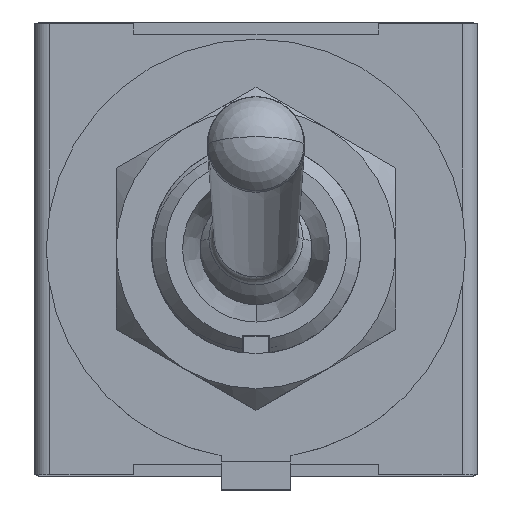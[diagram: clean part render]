
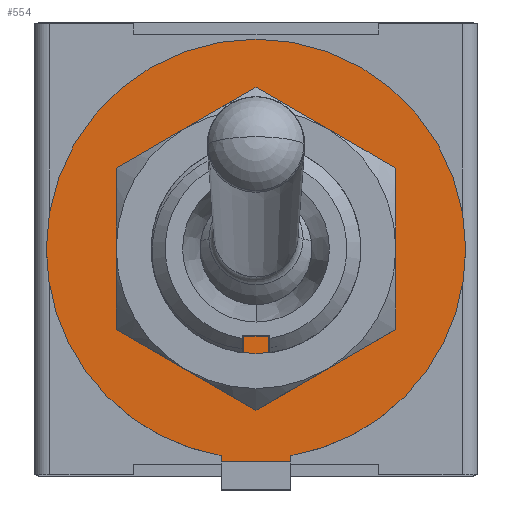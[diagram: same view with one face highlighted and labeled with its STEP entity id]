
A CAD part, top view. The second image highlights one B-rep face of the part: STEP entity #554.
In plain terms, the highlighted planar face has unit normal (0, 0, 1).
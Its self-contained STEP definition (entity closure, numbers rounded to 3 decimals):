
#554=ADVANCED_FACE('',(#1558,#1559),#1560,.T.);
#1558=FACE_OUTER_BOUND('',#4790,.T.);
#1559=FACE_BOUND('',#4791,.T.);
#1560=PLANE('',#4792);
#4790=EDGE_LOOP('',(#8645,#8646,#8647,#8648,#8649,#8650));
#4791=EDGE_LOOP('',(#8651,#8652,#8653,#8654,#8655,#8656));
#4792=AXIS2_PLACEMENT_3D('',#8657,#8658,#8659);
#8645=ORIENTED_EDGE('',*,*,#10191,.F.);
#8646=ORIENTED_EDGE('',*,*,#10185,.F.);
#8647=ORIENTED_EDGE('',*,*,#10189,.F.);
#8648=ORIENTED_EDGE('',*,*,#10192,.F.);
#8649=ORIENTED_EDGE('',*,*,#10193,.F.);
#8650=ORIENTED_EDGE('',*,*,#10194,.T.);
#8651=ORIENTED_EDGE('',*,*,#10195,.T.);
#8652=ORIENTED_EDGE('',*,*,#10183,.T.);
#8653=ORIENTED_EDGE('',*,*,#10180,.T.);
#8654=ORIENTED_EDGE('',*,*,#10196,.F.);
#8655=ORIENTED_EDGE('',*,*,#10197,.F.);
#8656=ORIENTED_EDGE('',*,*,#10198,.F.);
#8657=CARTESIAN_POINT('',(0.0,0.0,5.65));
#8658=DIRECTION('',(0.0,0.0,1.0));
#8659=DIRECTION('',(1.0,-0.0,0.0));
#10180=EDGE_CURVE('',#12398,#12403,#12405,.T.);
#10183=EDGE_CURVE('',#12407,#12398,#12410,.T.);
#10185=EDGE_CURVE('',#12412,#12414,#12415,.T.);
#10189=EDGE_CURVE('',#12419,#12412,#12422,.T.);
#10191=EDGE_CURVE('',#12414,#12424,#12425,.T.);
#10192=EDGE_CURVE('',#12426,#12419,#12427,.T.);
#10193=EDGE_CURVE('',#12428,#12426,#12429,.T.);
#10194=EDGE_CURVE('',#12428,#12424,#12430,.T.);
#10195=EDGE_CURVE('',#12431,#12407,#12432,.T.);
#10196=EDGE_CURVE('',#12433,#12403,#12434,.T.);
#10197=EDGE_CURVE('',#12435,#12433,#12436,.T.);
#10198=EDGE_CURVE('',#12431,#12435,#12437,.T.);
#12398=VERTEX_POINT('',#18385);
#12403=VERTEX_POINT('',#18391);
#12405=CIRCLE('',#18394,3.0);
#12407=VERTEX_POINT('',#18396);
#12410=CIRCLE('',#18400,3.0);
#12412=VERTEX_POINT('',#18402);
#12414=VERTEX_POINT('',#18405);
#12415=CIRCLE('',#18406,6.0);
#12419=VERTEX_POINT('',#18411);
#12422=CIRCLE('',#18415,6.0);
#12424=VERTEX_POINT('',#18417);
#12425=LINE('',#18418,#18419);
#12426=VERTEX_POINT('',#18420);
#12427=CIRCLE('',#18421,6.0);
#12428=VERTEX_POINT('',#18422);
#12429=LINE('',#18423,#18424);
#12430=LINE('',#18425,#18426);
#12431=VERTEX_POINT('',#18427);
#12432=CIRCLE('',#18428,3.0);
#12433=VERTEX_POINT('',#18429);
#12434=LINE('',#18430,#18431);
#12435=VERTEX_POINT('',#18432);
#12436=LINE('',#18433,#18434);
#12437=LINE('',#18435,#18436);
#18385=CARTESIAN_POINT('',(3.0,0.,5.65));
#18391=CARTESIAN_POINT('',(0.35,-2.98,5.65));
#18394=AXIS2_PLACEMENT_3D('',#20201,#20202,#20203);
#18396=CARTESIAN_POINT('',(-3.0,0.,5.65));
#18400=AXIS2_PLACEMENT_3D('',#20208,#20209,#20210);
#18402=CARTESIAN_POINT('',(6.0,0.,5.65));
#18405=CARTESIAN_POINT('',(1.,-5.916,5.65));
#18406=AXIS2_PLACEMENT_3D('',#20212,#20213,#20214);
#18411=CARTESIAN_POINT('',(-6.0,0.,5.65));
#18415=AXIS2_PLACEMENT_3D('',#20220,#20221,#20222);
#18417=CARTESIAN_POINT('',(1.,-6.1,5.65));
#18418=CARTESIAN_POINT('',(1.,-5.9,5.65));
#18419=VECTOR('',#20226,1000.0);
#18420=CARTESIAN_POINT('',(-1.0,-5.916,5.65));
#18421=AXIS2_PLACEMENT_3D('',#20227,#20228,#20229);
#18422=CARTESIAN_POINT('',(-1.0,-6.1,5.65));
#18423=CARTESIAN_POINT('',(-1.0,-5.9,5.65));
#18424=VECTOR('',#20230,1000.0);
#18425=CARTESIAN_POINT('',(0.,-6.1,5.65));
#18426=VECTOR('',#20231,1000.0);
#18427=CARTESIAN_POINT('',(-0.35,-2.98,5.65));
#18428=AXIS2_PLACEMENT_3D('',#20232,#20233,#20234);
#18429=CARTESIAN_POINT('',(0.35,-2.5,5.65));
#18430=CARTESIAN_POINT('',(0.35,-3.0,5.65));
#18431=VECTOR('',#20235,1000.0);
#18432=CARTESIAN_POINT('',(-0.35,-2.5,5.65));
#18433=CARTESIAN_POINT('',(0.,-2.5,5.65));
#18434=VECTOR('',#20236,1000.0);
#18435=CARTESIAN_POINT('',(-0.35,-3.0,5.65));
#18436=VECTOR('',#20237,1000.0);
#20201=CARTESIAN_POINT('',(0.0,0.0,5.65));
#20202=DIRECTION('',(0.0,0.0,-1.0));
#20203=DIRECTION('',(-1.0,0.,0.0));
#20208=CARTESIAN_POINT('',(0.0,0.0,5.65));
#20209=DIRECTION('',(0.0,0.0,-1.0));
#20210=DIRECTION('',(-1.0,0.,0.0));
#20212=CARTESIAN_POINT('',(0.0,0.0,5.65));
#20213=DIRECTION('',(0.0,0.0,-1.0));
#20214=DIRECTION('',(-1.0,0.,0.0));
#20220=CARTESIAN_POINT('',(0.0,0.0,5.65));
#20221=DIRECTION('',(0.0,0.0,-1.0));
#20222=DIRECTION('',(-1.0,0.,0.0));
#20226=DIRECTION('',(0.,-1.0,0.0));
#20227=CARTESIAN_POINT('',(0.0,0.0,5.65));
#20228=DIRECTION('',(0.0,0.0,-1.0));
#20229=DIRECTION('',(-1.0,0.,0.0));
#20230=DIRECTION('',(0.,1.0,-0.0));
#20231=DIRECTION('',(1.0,0.,0.0));
#20232=CARTESIAN_POINT('',(0.0,0.0,5.65));
#20233=DIRECTION('',(0.0,0.0,-1.0));
#20234=DIRECTION('',(-1.0,0.,0.0));
#20235=DIRECTION('',(0.,-1.0,0.0));
#20236=DIRECTION('',(1.0,0.,-0.0));
#20237=DIRECTION('',(0.,1.0,-0.0));
